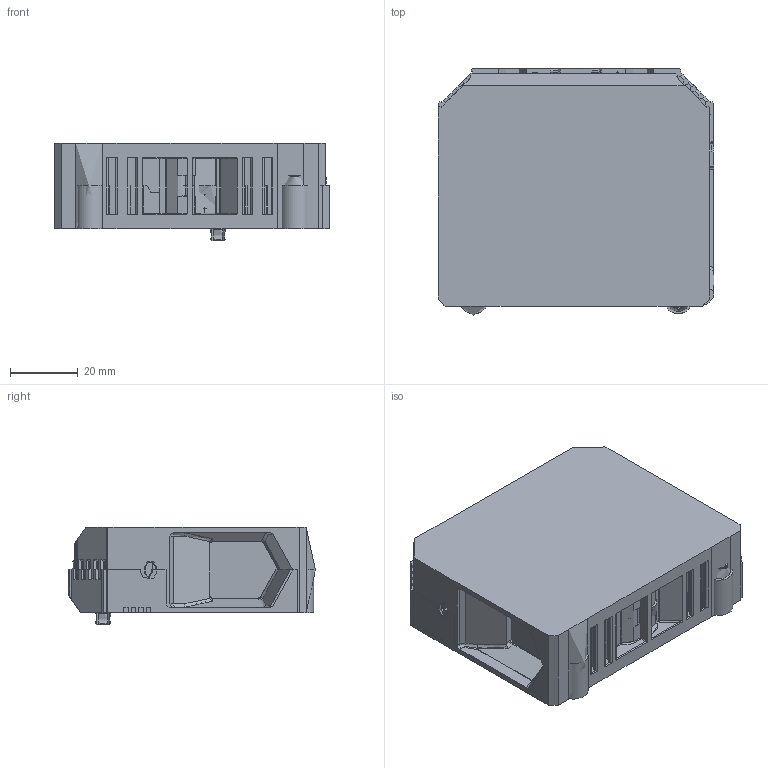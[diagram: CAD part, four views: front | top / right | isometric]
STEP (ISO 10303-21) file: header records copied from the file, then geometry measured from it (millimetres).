
FILE_DESCRIPTION(/* description */ (''),/* implementation_level */ '2;1');
FILE_NAME(/* name */ '1583_RK95_D_iso.stp',/* time_stamp */ '2011-07-26T09:13:25+02:00',/* author */ (''),/* organization */ (''),/* preprocessor_version */ 'ST-DEVELOPER v11',/* originating_system */ 'SIEMENS UGS NX 6.0',/* authorisation */ '');
FILE_SCHEMA (('CONFIG_CONTROL_DESIGN'));
Length unit declared in the file: millimetre
Products named in the file (2): rk95_120704_mit_schwindung; 1583_RK95_D_iso
Assembly tree (1 placements, depth 2):
  1583_RK95_D_iso
    rk95_120704_mit_schwindung
Bounding box: 81.25 x 72.77 x 28.75 mm (x, y, z)
Volume: 120930.5 mm3; surface area: 46630.3 mm2
Topology: 1 solids, 2 shells, 1477 faces, 3950 edges, 2467 vertices
Faces by surface type: plane 696, cylinder 528, torus 82, sphere 59, cone 51, bspline 45, extrusion 16
Full cylindrical faces by diameter (mm): 2.446 x3, 2.538 x6, 2.75 x2, 2.791 x3, 2.95 x2, 3.248 x3, 3.451 x3, 4.669 x1, 6.598 x2, 8 x2
Entity records: 47260 total; most frequent: CARTESIAN_POINT 11585, ORIENTED_EDGE 7538, DIRECTION 7211, EDGE_CURVE 3769, AXIS2_PLACEMENT_3D 2571, VERTEX_POINT 2440, VECTOR 2069, LINE 2053
